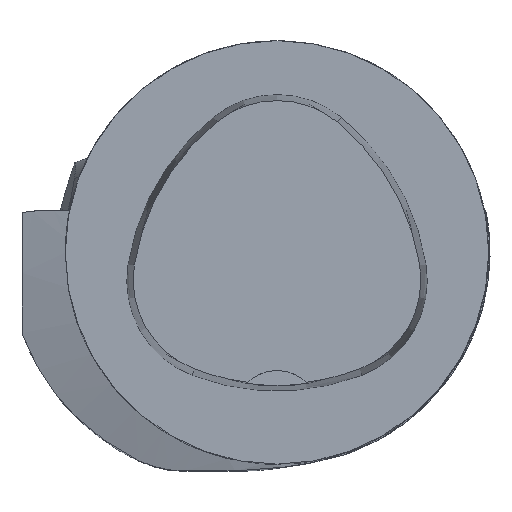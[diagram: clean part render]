
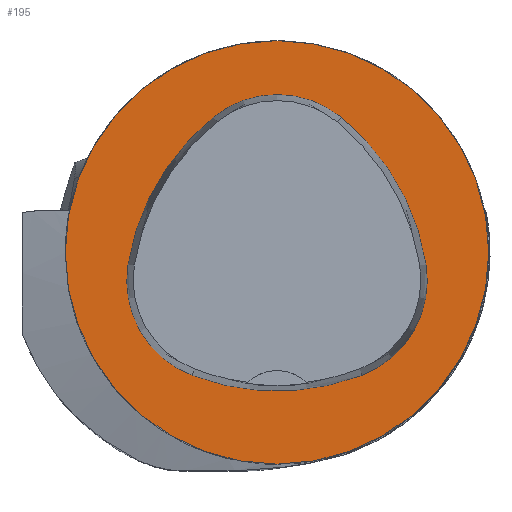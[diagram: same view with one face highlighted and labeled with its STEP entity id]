
A CAD part, top view. The second image highlights one B-rep face of the part: STEP entity #195.
In plain terms, the highlighted planar face has unit normal (0, 0, 1).
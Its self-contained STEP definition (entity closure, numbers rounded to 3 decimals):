
#86=FACE_BOUND('',#436,.T.);
#87=FACE_BOUND('',#437,.T.);
#195=ADVANCED_FACE('',(#86,#87),#272,.T.);
#272=PLANE('',#1866);
#436=EDGE_LOOP('',(#725,#726,#727,#728,#729,#730));
#437=EDGE_LOOP('',(#731));
#517=CIRCLE('',#1837,25.);
#518=CIRCLE('',#1844,28.);
#520=CIRCLE('',#1847,12.);
#522=CIRCLE('',#1850,28.);
#524=CIRCLE('',#1853,12.);
#528=CIRCLE('',#1858,28.);
#530=CIRCLE('',#1861,12.);
#725=ORIENTED_EDGE('',*,*,#1305,.T.);
#726=ORIENTED_EDGE('',*,*,#1285,.T.);
#727=ORIENTED_EDGE('',*,*,#1289,.T.);
#728=ORIENTED_EDGE('',*,*,#1292,.T.);
#729=ORIENTED_EDGE('',*,*,#1295,.T.);
#730=ORIENTED_EDGE('',*,*,#1303,.T.);
#731=ORIENTED_EDGE('',*,*,#1275,.F.);
#1097=VERTEX_POINT('',#2779);
#1106=VERTEX_POINT('',#2799);
#1107=VERTEX_POINT('',#2800);
#1110=VERTEX_POINT('',#2808);
#1112=VERTEX_POINT('',#2814);
#1114=VERTEX_POINT('',#2820);
#1121=VERTEX_POINT('',#2841);
#1275=EDGE_CURVE('',#1097,#1097,#517,.T.);
#1285=EDGE_CURVE('',#1106,#1107,#518,.T.);
#1289=EDGE_CURVE('',#1107,#1110,#520,.T.);
#1292=EDGE_CURVE('',#1110,#1112,#522,.T.);
#1295=EDGE_CURVE('',#1112,#1114,#524,.T.);
#1303=EDGE_CURVE('',#1114,#1121,#528,.T.);
#1305=EDGE_CURVE('',#1121,#1106,#530,.T.);
#1837=AXIS2_PLACEMENT_3D('',#2778,#2119,#2120);
#1844=AXIS2_PLACEMENT_3D('',#2798,#2137,#2138);
#1847=AXIS2_PLACEMENT_3D('',#2807,#2145,#2146);
#1850=AXIS2_PLACEMENT_3D('',#2813,#2152,#2153);
#1853=AXIS2_PLACEMENT_3D('',#2819,#2159,#2160);
#1858=AXIS2_PLACEMENT_3D('',#2842,#2171,#2172);
#1861=AXIS2_PLACEMENT_3D('',#2845,#2177,#2178);
#1866=AXIS2_PLACEMENT_3D('',#2850,#2187,#2188);
#2119=DIRECTION('',(0.,0.,-1.));
#2120=DIRECTION('',(-1.,0.,0.));
#2137=DIRECTION('',(0.,0.,-1.));
#2138=DIRECTION('',(-1.,0.,0.));
#2145=DIRECTION('',(0.,0.,-1.));
#2146=DIRECTION('',(-1.,0.,0.));
#2152=DIRECTION('',(0.,0.,-1.));
#2153=DIRECTION('',(-1.,0.,0.));
#2159=DIRECTION('',(0.,0.,-1.));
#2160=DIRECTION('',(-1.,0.,0.));
#2171=DIRECTION('',(0.,0.,-1.));
#2172=DIRECTION('',(-1.,0.,0.));
#2177=DIRECTION('',(0.,0.,-1.));
#2178=DIRECTION('',(-1.,0.,0.));
#2187=DIRECTION('',(0.,0.,1.));
#2188=DIRECTION('',(1.,0.,0.));
#2778=CARTESIAN_POINT('',(0.,0.,0.));
#2779=CARTESIAN_POINT('',(-25.,0.,0.));
#2798=CARTESIAN_POINT('',(10.068,-5.824,0.));
#2799=CARTESIAN_POINT('',(-17.584,-1.424,0.));
#2800=CARTESIAN_POINT('',(-7.531,15.953,0.));
#2807=CARTESIAN_POINT('',(0.011,6.62,0.));
#2808=CARTESIAN_POINT('',(7.567,15.942,0.));
#2813=CARTESIAN_POINT('',(-10.063,-5.81,0.));
#2814=CARTESIAN_POINT('',(17.59,-1.418,0.));
#2819=CARTESIAN_POINT('',(5.739,-3.3,0.));
#2820=CARTESIAN_POINT('',(10.05,-14.499,0.));
#2841=CARTESIAN_POINT('',(-10.025,-14.516,0.));
#2842=CARTESIAN_POINT('',(-0.01,11.631,0.));
#2845=CARTESIAN_POINT('',(-5.733,-3.31,0.));
#2850=CARTESIAN_POINT('',(0.,0.,0.));
